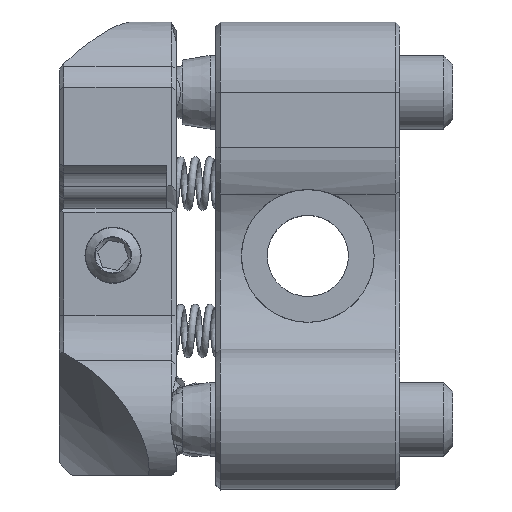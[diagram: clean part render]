
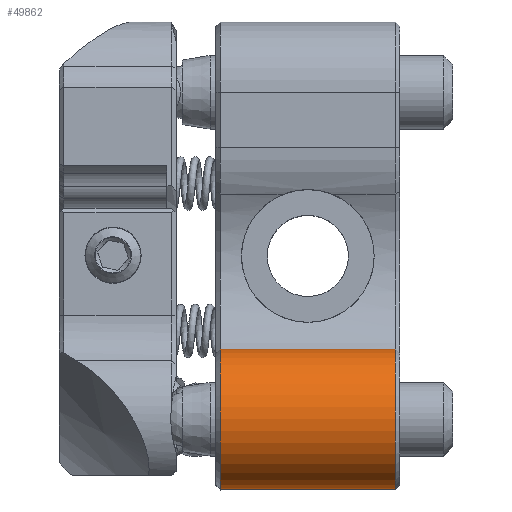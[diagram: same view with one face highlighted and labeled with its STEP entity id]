
A CAD part, top view. The second image highlights one B-rep face of the part: STEP entity #49862.
In plain terms, the highlighted cylindrical face has radius 3.81 mm (diameter 7.62 mm), a partial arc.
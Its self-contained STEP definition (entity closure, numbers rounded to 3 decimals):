
#2388 = EDGE_CURVE ( 'NONE', #59283, #62156, #6069, .T. ) ;
#2994 = AXIS2_PLACEMENT_3D ( 'NONE', #32017, #51834, #11514 ) ;
#5265 = CARTESIAN_POINT ( 'NONE',  ( 4.75, -12.7, 8.89 ) ) ;
#6069 = LINE ( 'NONE', #26564, #53965 ) ;
#8021 = CIRCLE ( 'NONE', #28410, 3.81 ) ;
#11120 = DIRECTION ( 'NONE',  ( -1., 0., 0. ) ) ;
#11214 = CARTESIAN_POINT ( 'NONE',  ( 5., -8.89, 8.89 ) ) ;
#11514 = DIRECTION ( 'NONE',  ( 0., 0., -1. ) ) ;
#15279 = DIRECTION ( 'NONE',  ( -1., 0., 0. ) ) ;
#20026 = ORIENTED_EDGE ( 'NONE', *, *, #37657, .T. ) ;
#21662 = EDGE_CURVE ( 'NONE', #62156, #40848, #8021, .T. ) ;
#23999 = EDGE_LOOP ( 'NONE', ( #55882, #24415, #20026, #44691 ) ) ;
#24415 = ORIENTED_EDGE ( 'NONE', *, *, #21662, .T. ) ;
#26016 = DIRECTION ( 'NONE',  ( 0., 0., 1. ) ) ;
#26564 = CARTESIAN_POINT ( 'NONE',  ( 5., -12.7, 8.89 ) ) ;
#28410 = AXIS2_PLACEMENT_3D ( 'NONE', #49418, #50080, #34633 ) ;
#29844 = CIRCLE ( 'NONE', #2994, 3.81 ) ;
#32017 = CARTESIAN_POINT ( 'NONE',  ( -4.75, -8.89, 8.89 ) ) ;
#34633 = DIRECTION ( 'NONE',  ( 0., 0., 1. ) ) ;
#37657 = EDGE_CURVE ( 'NONE', #40848, #65316, #57141, .T. ) ;
#38744 = EDGE_CURVE ( 'NONE', #59283, #65316, #29844, .T. ) ;
#40848 = VERTEX_POINT ( 'NONE', #41704 ) ;
#41700 = DIRECTION ( 'NONE',  ( 1., 0., 0. ) ) ;
#41704 = CARTESIAN_POINT ( 'NONE',  ( 4.75, -5.08, 8.89 ) ) ;
#41812 = CYLINDRICAL_SURFACE ( 'NONE', #66323, 3.81 ) ;
#42357 = CARTESIAN_POINT ( 'NONE',  ( -4.75, -12.7, 8.89 ) ) ;
#44691 = ORIENTED_EDGE ( 'NONE', *, *, #38744, .F. ) ;
#49418 = CARTESIAN_POINT ( 'NONE',  ( 4.75, -8.89, 8.89 ) ) ;
#49472 = CARTESIAN_POINT ( 'NONE',  ( -4.75, -5.08, 8.89 ) ) ;
#49862 = ADVANCED_FACE ( 'NONE', ( #61282 ), #41812, .T. ) ;
#50080 = DIRECTION ( 'NONE',  ( -1., 0., 0. ) ) ;
#51775 = CARTESIAN_POINT ( 'NONE',  ( -5., -5.08, 8.89 ) ) ;
#51834 = DIRECTION ( 'NONE',  ( -1., 0., 0. ) ) ;
#53965 = VECTOR ( 'NONE', #41700, 1000. ) ;
#55882 = ORIENTED_EDGE ( 'NONE', *, *, #2388, .T. ) ;
#57141 = LINE ( 'NONE', #51775, #64066 ) ;
#59283 = VERTEX_POINT ( 'NONE', #42357 ) ;
#61282 = FACE_OUTER_BOUND ( 'NONE', #23999, .T. ) ;
#62156 = VERTEX_POINT ( 'NONE', #5265 ) ;
#64066 = VECTOR ( 'NONE', #11120, 1000. ) ;
#65316 = VERTEX_POINT ( 'NONE', #49472 ) ;
#66323 = AXIS2_PLACEMENT_3D ( 'NONE', #11214, #15279, #26016 ) ;
